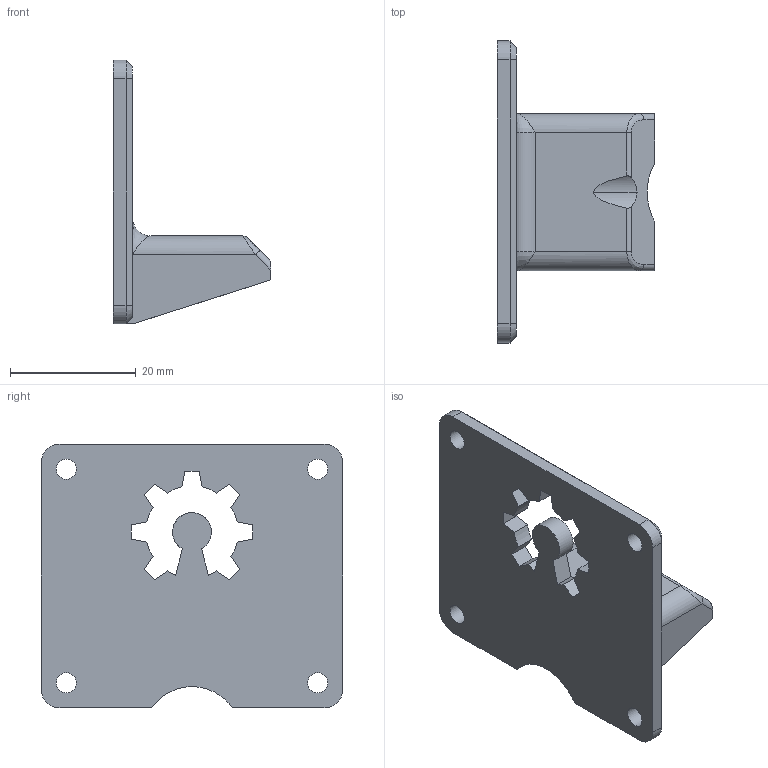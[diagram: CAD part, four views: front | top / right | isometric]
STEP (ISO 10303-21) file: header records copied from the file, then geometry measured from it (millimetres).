
FILE_DESCRIPTION(('FreeCAD Model'),'2;1');
FILE_NAME('Open CASCADE Shape Model','2022-10-04T09:54:50',('Author'),( ''),'Open CASCADE STEP processor 7.5','FreeCAD','Unknown');
FILE_SCHEMA(('AUTOMOTIVE_DESIGN { 1 0 10303 214 1 1 1 1 }'));
Length unit declared in the file: millimetre
Products named in the file (1): Chamfer022
Bounding box: 25 x 48 x 42 mm (x, y, z)
Volume: 9563.5 mm3; surface area: 6170.2 mm2
Topology: 1 solids, 1 shells, 86 faces, 238 edges, 152 vertices
Faces by surface type: bspline 36, plane 24, cylinder 22, cone 4
Full cylindrical faces by diameter (mm): 3.2 x4
Entity records: 7613 total; most frequent: CARTESIAN_POINT 3073, ORIENTED_EDGE 472, PCURVE 472, DEFINITIONAL_REPRESENTATION 472, DIRECTION 468, B_SPLINE_CURVE_WITH_KNOTS 362, EDGE_CURVE 236, SURFACE_CURVE 232
